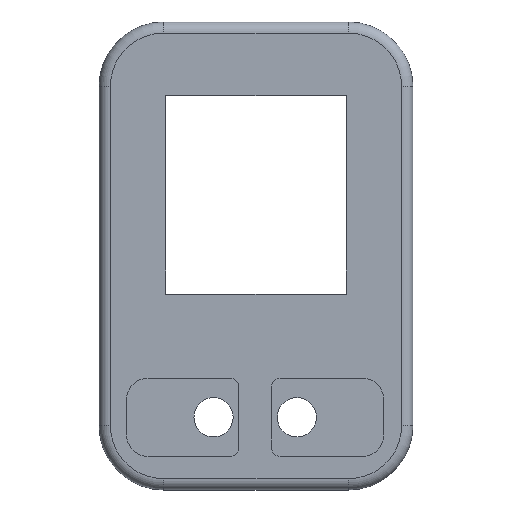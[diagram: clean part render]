
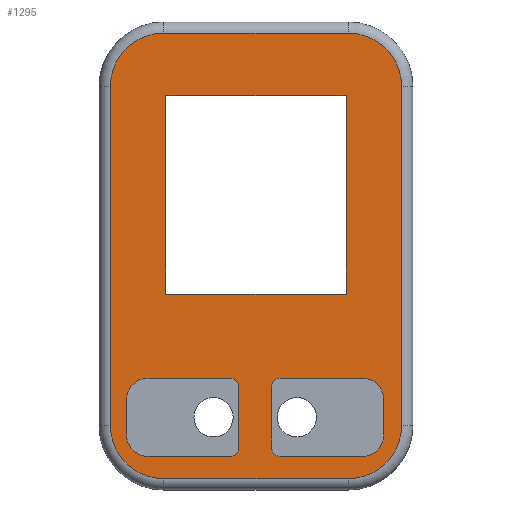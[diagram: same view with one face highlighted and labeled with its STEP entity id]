
A CAD part, top view. The second image highlights one B-rep face of the part: STEP entity #1295.
In plain terms, the highlighted planar face has unit normal (0, 0, 1).
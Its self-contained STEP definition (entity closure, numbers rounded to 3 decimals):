
#1024 = VERTEX_POINT('',#1025);
#1025 = CARTESIAN_POINT('',(-26.,30.25,9.1));
#1032 = EDGE_CURVE('',#1024,#1033,#1035,.T.);
#1033 = VERTEX_POINT('',#1034);
#1034 = CARTESIAN_POINT('',(-26.,-30.25,9.1));
#1035 = LINE('',#1036,#1037);
#1036 = CARTESIAN_POINT('',(-26.,30.25,9.1));
#1037 = VECTOR('',#1038,1.);
#1038 = DIRECTION('',(0.,-1.,0.));
#1057 = VERTEX_POINT('',#1058);
#1058 = CARTESIAN_POINT('',(16.5,39.75,9.1));
#1065 = EDGE_CURVE('',#1057,#1066,#1068,.T.);
#1066 = VERTEX_POINT('',#1067);
#1067 = CARTESIAN_POINT('',(-16.5,39.75,9.1));
#1068 = LINE('',#1069,#1070);
#1069 = CARTESIAN_POINT('',(16.5,39.75,9.1));
#1070 = VECTOR('',#1071,1.);
#1071 = DIRECTION('',(-1.,0.,0.));
#1092 = EDGE_CURVE('',#1066,#1024,#1093,.T.);
#1093 = CIRCLE('',#1094,9.5);
#1094 = AXIS2_PLACEMENT_3D('',#1095,#1096,#1097);
#1095 = CARTESIAN_POINT('',(-16.5,30.25,9.1));
#1096 = DIRECTION('',(0.,-0.,1.));
#1097 = DIRECTION('',(0.,1.,0.));
#1110 = VERTEX_POINT('',#1111);
#1111 = CARTESIAN_POINT('',(-16.5,-39.75,9.1));
#1118 = EDGE_CURVE('',#1033,#1110,#1119,.T.);
#1119 = CIRCLE('',#1120,9.5);
#1120 = AXIS2_PLACEMENT_3D('',#1121,#1122,#1123);
#1121 = CARTESIAN_POINT('',(-16.5,-30.25,9.1));
#1122 = DIRECTION('',(0.,0.,1.));
#1123 = DIRECTION('',(-1.,0.,0.));
#1134 = EDGE_CURVE('',#1110,#1135,#1137,.T.);
#1135 = VERTEX_POINT('',#1136);
#1136 = CARTESIAN_POINT('',(16.5,-39.75,9.1));
#1137 = LINE('',#1138,#1139);
#1138 = CARTESIAN_POINT('',(-16.5,-39.75,9.1));
#1139 = VECTOR('',#1140,1.);
#1140 = DIRECTION('',(1.,0.,0.));
#1161 = VERTEX_POINT('',#1162);
#1162 = CARTESIAN_POINT('',(26.,-30.25,9.1));
#1169 = EDGE_CURVE('',#1135,#1161,#1170,.T.);
#1170 = CIRCLE('',#1171,9.5);
#1171 = AXIS2_PLACEMENT_3D('',#1172,#1173,#1174);
#1172 = CARTESIAN_POINT('',(16.5,-30.25,9.1));
#1173 = DIRECTION('',(0.,0.,1.));
#1174 = DIRECTION('',(0.,-1.,0.));
#1185 = EDGE_CURVE('',#1161,#1186,#1188,.T.);
#1186 = VERTEX_POINT('',#1187);
#1187 = CARTESIAN_POINT('',(26.,30.25,9.1));
#1188 = LINE('',#1189,#1190);
#1189 = CARTESIAN_POINT('',(26.,-30.25,9.1));
#1190 = VECTOR('',#1191,1.);
#1191 = DIRECTION('',(0.,1.,0.));
#1212 = EDGE_CURVE('',#1186,#1057,#1213,.T.);
#1213 = CIRCLE('',#1214,9.5);
#1214 = AXIS2_PLACEMENT_3D('',#1215,#1216,#1217);
#1215 = CARTESIAN_POINT('',(16.5,30.25,9.1));
#1216 = DIRECTION('',(0.,0.,1.));
#1217 = DIRECTION('',(1.,0.,0.));
#1295 = ADVANCED_FACE('',(#1296,#1306,#1376,#1446),#1480,.T.);
#1296 = FACE_BOUND('',#1297,.T.);
#1297 = EDGE_LOOP('',(#1298,#1299,#1300,#1301,#1302,#1303,#1304,#1305));
#1298 = ORIENTED_EDGE('',*,*,#1032,.T.);
#1299 = ORIENTED_EDGE('',*,*,#1118,.T.);
#1300 = ORIENTED_EDGE('',*,*,#1134,.T.);
#1301 = ORIENTED_EDGE('',*,*,#1169,.T.);
#1302 = ORIENTED_EDGE('',*,*,#1185,.T.);
#1303 = ORIENTED_EDGE('',*,*,#1212,.T.);
#1304 = ORIENTED_EDGE('',*,*,#1065,.T.);
#1305 = ORIENTED_EDGE('',*,*,#1092,.T.);
#1306 = FACE_BOUND('',#1307,.T.);
#1307 = EDGE_LOOP('',(#1308,#1318,#1327,#1335,#1344,#1352,#1361,#1369));
#1308 = ORIENTED_EDGE('',*,*,#1309,.F.);
#1309 = EDGE_CURVE('',#1310,#1312,#1314,.T.);
#1310 = VERTEX_POINT('',#1311);
#1311 = CARTESIAN_POINT('',(-23.08,-25.64,9.1));
#1312 = VERTEX_POINT('',#1313);
#1313 = CARTESIAN_POINT('',(-23.08,-31.94,9.1));
#1314 = LINE('',#1315,#1316);
#1315 = CARTESIAN_POINT('',(-23.08,-25.64,9.1));
#1316 = VECTOR('',#1317,1.);
#1317 = DIRECTION('',(0.,-1.,0.));
#1318 = ORIENTED_EDGE('',*,*,#1319,.F.);
#1319 = EDGE_CURVE('',#1320,#1310,#1322,.T.);
#1320 = VERTEX_POINT('',#1321);
#1321 = CARTESIAN_POINT('',(-19.23,-21.79,9.1));
#1322 = CIRCLE('',#1323,3.85);
#1323 = AXIS2_PLACEMENT_3D('',#1324,#1325,#1326);
#1324 = CARTESIAN_POINT('',(-19.23,-25.64,9.1));
#1325 = DIRECTION('',(0.,0.,1.));
#1326 = DIRECTION('',(1.,0.,0.));
#1327 = ORIENTED_EDGE('',*,*,#1328,.F.);
#1328 = EDGE_CURVE('',#1329,#1320,#1331,.T.);
#1329 = VERTEX_POINT('',#1330);
#1330 = CARTESIAN_POINT('',(-4.58,-21.79,9.1));
#1331 = LINE('',#1332,#1333);
#1332 = CARTESIAN_POINT('',(-4.58,-21.79,9.1));
#1333 = VECTOR('',#1334,1.);
#1334 = DIRECTION('',(-1.,0.,0.));
#1335 = ORIENTED_EDGE('',*,*,#1336,.F.);
#1336 = EDGE_CURVE('',#1337,#1329,#1339,.T.);
#1337 = VERTEX_POINT('',#1338);
#1338 = CARTESIAN_POINT('',(-3.08,-23.29,9.1));
#1339 = CIRCLE('',#1340,1.5);
#1340 = AXIS2_PLACEMENT_3D('',#1341,#1342,#1343);
#1341 = CARTESIAN_POINT('',(-4.58,-23.29,9.1));
#1342 = DIRECTION('',(0.,0.,1.));
#1343 = DIRECTION('',(1.,0.,0.));
#1344 = ORIENTED_EDGE('',*,*,#1345,.F.);
#1345 = EDGE_CURVE('',#1346,#1337,#1348,.T.);
#1346 = VERTEX_POINT('',#1347);
#1347 = CARTESIAN_POINT('',(-3.08,-34.29,9.1));
#1348 = LINE('',#1349,#1350);
#1349 = CARTESIAN_POINT('',(-3.08,-34.29,9.1));
#1350 = VECTOR('',#1351,1.);
#1351 = DIRECTION('',(0.,1.,0.));
#1352 = ORIENTED_EDGE('',*,*,#1353,.F.);
#1353 = EDGE_CURVE('',#1354,#1346,#1356,.T.);
#1354 = VERTEX_POINT('',#1355);
#1355 = CARTESIAN_POINT('',(-4.58,-35.79,9.1));
#1356 = CIRCLE('',#1357,1.5);
#1357 = AXIS2_PLACEMENT_3D('',#1358,#1359,#1360);
#1358 = CARTESIAN_POINT('',(-4.58,-34.29,9.1));
#1359 = DIRECTION('',(0.,0.,1.));
#1360 = DIRECTION('',(1.,0.,0.));
#1361 = ORIENTED_EDGE('',*,*,#1362,.F.);
#1362 = EDGE_CURVE('',#1363,#1354,#1365,.T.);
#1363 = VERTEX_POINT('',#1364);
#1364 = CARTESIAN_POINT('',(-19.23,-35.79,9.1));
#1365 = LINE('',#1366,#1367);
#1366 = CARTESIAN_POINT('',(-19.23,-35.79,9.1));
#1367 = VECTOR('',#1368,1.);
#1368 = DIRECTION('',(1.,0.,0.));
#1369 = ORIENTED_EDGE('',*,*,#1370,.F.);
#1370 = EDGE_CURVE('',#1312,#1363,#1371,.T.);
#1371 = CIRCLE('',#1372,3.85);
#1372 = AXIS2_PLACEMENT_3D('',#1373,#1374,#1375);
#1373 = CARTESIAN_POINT('',(-19.23,-31.94,9.1));
#1374 = DIRECTION('',(0.,0.,1.));
#1375 = DIRECTION('',(1.,0.,0.));
#1376 = FACE_BOUND('',#1377,.T.);
#1377 = EDGE_LOOP('',(#1378,#1388,#1397,#1405,#1414,#1422,#1431,#1439));
#1378 = ORIENTED_EDGE('',*,*,#1379,.F.);
#1379 = EDGE_CURVE('',#1380,#1382,#1384,.T.);
#1380 = VERTEX_POINT('',#1381);
#1381 = CARTESIAN_POINT('',(2.8,-23.29,9.1));
#1382 = VERTEX_POINT('',#1383);
#1383 = CARTESIAN_POINT('',(2.8,-34.29,9.1));
#1384 = LINE('',#1385,#1386);
#1385 = CARTESIAN_POINT('',(2.8,-23.29,9.1));
#1386 = VECTOR('',#1387,1.);
#1387 = DIRECTION('',(0.,-1.,0.));
#1388 = ORIENTED_EDGE('',*,*,#1389,.F.);
#1389 = EDGE_CURVE('',#1390,#1380,#1392,.T.);
#1390 = VERTEX_POINT('',#1391);
#1391 = CARTESIAN_POINT('',(4.3,-21.79,9.1));
#1392 = CIRCLE('',#1393,1.5);
#1393 = AXIS2_PLACEMENT_3D('',#1394,#1395,#1396);
#1394 = CARTESIAN_POINT('',(4.3,-23.29,9.1));
#1395 = DIRECTION('',(0.,0.,1.));
#1396 = DIRECTION('',(1.,0.,0.));
#1397 = ORIENTED_EDGE('',*,*,#1398,.F.);
#1398 = EDGE_CURVE('',#1399,#1390,#1401,.T.);
#1399 = VERTEX_POINT('',#1400);
#1400 = CARTESIAN_POINT('',(18.95,-21.79,9.1));
#1401 = LINE('',#1402,#1403);
#1402 = CARTESIAN_POINT('',(18.95,-21.79,9.1));
#1403 = VECTOR('',#1404,1.);
#1404 = DIRECTION('',(-1.,0.,0.));
#1405 = ORIENTED_EDGE('',*,*,#1406,.F.);
#1406 = EDGE_CURVE('',#1407,#1399,#1409,.T.);
#1407 = VERTEX_POINT('',#1408);
#1408 = CARTESIAN_POINT('',(22.8,-25.64,9.1));
#1409 = CIRCLE('',#1410,3.85);
#1410 = AXIS2_PLACEMENT_3D('',#1411,#1412,#1413);
#1411 = CARTESIAN_POINT('',(18.95,-25.64,9.1));
#1412 = DIRECTION('',(0.,0.,1.));
#1413 = DIRECTION('',(1.,0.,0.));
#1414 = ORIENTED_EDGE('',*,*,#1415,.F.);
#1415 = EDGE_CURVE('',#1416,#1407,#1418,.T.);
#1416 = VERTEX_POINT('',#1417);
#1417 = CARTESIAN_POINT('',(22.8,-31.94,9.1));
#1418 = LINE('',#1419,#1420);
#1419 = CARTESIAN_POINT('',(22.8,-31.94,9.1));
#1420 = VECTOR('',#1421,1.);
#1421 = DIRECTION('',(0.,1.,0.));
#1422 = ORIENTED_EDGE('',*,*,#1423,.F.);
#1423 = EDGE_CURVE('',#1424,#1416,#1426,.T.);
#1424 = VERTEX_POINT('',#1425);
#1425 = CARTESIAN_POINT('',(18.95,-35.79,9.1));
#1426 = CIRCLE('',#1427,3.85);
#1427 = AXIS2_PLACEMENT_3D('',#1428,#1429,#1430);
#1428 = CARTESIAN_POINT('',(18.95,-31.94,9.1));
#1429 = DIRECTION('',(0.,0.,1.));
#1430 = DIRECTION('',(1.,0.,0.));
#1431 = ORIENTED_EDGE('',*,*,#1432,.F.);
#1432 = EDGE_CURVE('',#1433,#1424,#1435,.T.);
#1433 = VERTEX_POINT('',#1434);
#1434 = CARTESIAN_POINT('',(4.3,-35.79,9.1));
#1435 = LINE('',#1436,#1437);
#1436 = CARTESIAN_POINT('',(4.3,-35.79,9.1));
#1437 = VECTOR('',#1438,1.);
#1438 = DIRECTION('',(1.,0.,0.));
#1439 = ORIENTED_EDGE('',*,*,#1440,.F.);
#1440 = EDGE_CURVE('',#1382,#1433,#1441,.T.);
#1441 = CIRCLE('',#1442,1.5);
#1442 = AXIS2_PLACEMENT_3D('',#1443,#1444,#1445);
#1443 = CARTESIAN_POINT('',(4.3,-34.29,9.1));
#1444 = DIRECTION('',(0.,0.,1.));
#1445 = DIRECTION('',(1.,0.,0.));
#1446 = FACE_BOUND('',#1447,.T.);
#1447 = EDGE_LOOP('',(#1448,#1458,#1466,#1474));
#1448 = ORIENTED_EDGE('',*,*,#1449,.F.);
#1449 = EDGE_CURVE('',#1450,#1452,#1454,.T.);
#1450 = VERTEX_POINT('',#1451);
#1451 = CARTESIAN_POINT('',(-16.1,28.6,9.1));
#1452 = VERTEX_POINT('',#1453);
#1453 = CARTESIAN_POINT('',(-16.1,-6.8,9.1));
#1454 = LINE('',#1455,#1456);
#1455 = CARTESIAN_POINT('',(-16.1,28.6,9.1));
#1456 = VECTOR('',#1457,1.);
#1457 = DIRECTION('',(0.,-1.,0.));
#1458 = ORIENTED_EDGE('',*,*,#1459,.F.);
#1459 = EDGE_CURVE('',#1460,#1450,#1462,.T.);
#1460 = VERTEX_POINT('',#1461);
#1461 = CARTESIAN_POINT('',(16.1,28.6,9.1));
#1462 = LINE('',#1463,#1464);
#1463 = CARTESIAN_POINT('',(16.1,28.6,9.1));
#1464 = VECTOR('',#1465,1.);
#1465 = DIRECTION('',(-1.,0.,0.));
#1466 = ORIENTED_EDGE('',*,*,#1467,.F.);
#1467 = EDGE_CURVE('',#1468,#1460,#1470,.T.);
#1468 = VERTEX_POINT('',#1469);
#1469 = CARTESIAN_POINT('',(16.1,-6.8,9.1));
#1470 = LINE('',#1471,#1472);
#1471 = CARTESIAN_POINT('',(16.1,-6.8,9.1));
#1472 = VECTOR('',#1473,1.);
#1473 = DIRECTION('',(0.,1.,0.));
#1474 = ORIENTED_EDGE('',*,*,#1475,.F.);
#1475 = EDGE_CURVE('',#1452,#1468,#1476,.T.);
#1476 = LINE('',#1477,#1478);
#1477 = CARTESIAN_POINT('',(-16.1,-6.8,9.1));
#1478 = VECTOR('',#1479,1.);
#1479 = DIRECTION('',(1.,0.,0.));
#1480 = PLANE('',#1481);
#1481 = AXIS2_PLACEMENT_3D('',#1482,#1483,#1484);
#1482 = CARTESIAN_POINT('',(0.,0.,9.1));
#1483 = DIRECTION('',(0.,0.,1.));
#1484 = DIRECTION('',(1.,0.,0.));
